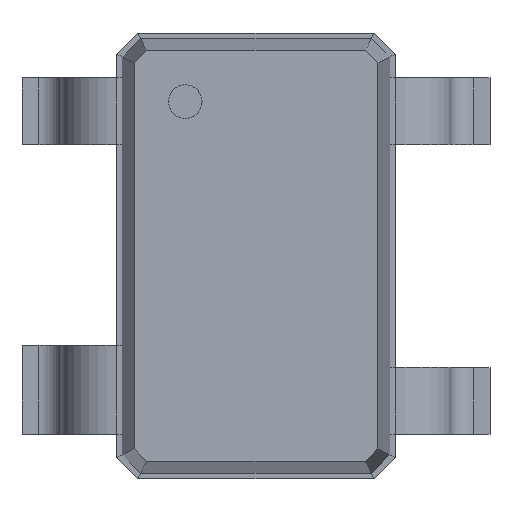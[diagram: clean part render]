
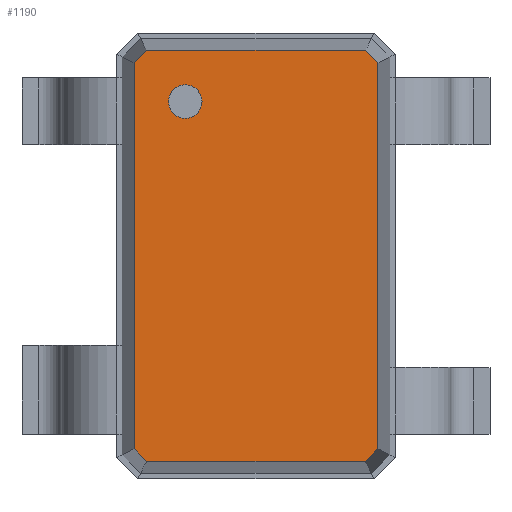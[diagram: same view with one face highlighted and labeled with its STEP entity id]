
A CAD part, top view. The second image highlights one B-rep face of the part: STEP entity #1190.
In plain terms, the highlighted planar face has unit normal (0, 0, 1).
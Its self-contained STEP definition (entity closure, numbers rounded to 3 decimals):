
#795 = VERTEX_POINT('',#796);
#796 = CARTESIAN_POINT('',(0.547,-0.866,1.));
#801 = EDGE_CURVE('',#802,#795,#804,.T.);
#802 = VERTEX_POINT('',#803);
#803 = CARTESIAN_POINT('',(0.547,0.866,1.));
#804 = LINE('',#805,#806);
#805 = CARTESIAN_POINT('',(0.547,0.866,1.));
#806 = VECTOR('',#807,1.);
#807 = DIRECTION('',(0.,-1.,0.));
#1173 = EDGE_CURVE('',#1174,#802,#1176,.T.);
#1174 = VERTEX_POINT('',#1175);
#1175 = CARTESIAN_POINT('',(0.491,0.922,1.));
#1176 = LINE('',#1177,#1178);
#1177 = CARTESIAN_POINT('',(0.491,0.922,1.));
#1178 = VECTOR('',#1179,1.);
#1179 = DIRECTION('',(0.707,-0.707,0.));
#1190 = ADVANCED_FACE('',(#1191,#1241),#1252,.T.);
#1191 = FACE_BOUND('',#1192,.T.);
#1192 = EDGE_LOOP('',(#1193,#1201,#1209,#1217,#1225,#1233,#1239,#1240));
#1193 = ORIENTED_EDGE('',*,*,#1194,.F.);
#1194 = EDGE_CURVE('',#1195,#1174,#1197,.T.);
#1195 = VERTEX_POINT('',#1196);
#1196 = CARTESIAN_POINT('',(-0.491,0.922,1.));
#1197 = LINE('',#1198,#1199);
#1198 = CARTESIAN_POINT('',(-0.491,0.922,1.));
#1199 = VECTOR('',#1200,1.);
#1200 = DIRECTION('',(1.,0.,0.));
#1201 = ORIENTED_EDGE('',*,*,#1202,.F.);
#1202 = EDGE_CURVE('',#1203,#1195,#1205,.T.);
#1203 = VERTEX_POINT('',#1204);
#1204 = CARTESIAN_POINT('',(-0.547,0.866,1.));
#1205 = LINE('',#1206,#1207);
#1206 = CARTESIAN_POINT('',(-0.547,0.866,1.));
#1207 = VECTOR('',#1208,1.);
#1208 = DIRECTION('',(0.707,0.707,0.));
#1209 = ORIENTED_EDGE('',*,*,#1210,.F.);
#1210 = EDGE_CURVE('',#1211,#1203,#1213,.T.);
#1211 = VERTEX_POINT('',#1212);
#1212 = CARTESIAN_POINT('',(-0.547,-0.866,1.));
#1213 = LINE('',#1214,#1215);
#1214 = CARTESIAN_POINT('',(-0.547,-0.866,1.));
#1215 = VECTOR('',#1216,1.);
#1216 = DIRECTION('',(0.,1.,0.));
#1217 = ORIENTED_EDGE('',*,*,#1218,.F.);
#1218 = EDGE_CURVE('',#1219,#1211,#1221,.T.);
#1219 = VERTEX_POINT('',#1220);
#1220 = CARTESIAN_POINT('',(-0.491,-0.922,1.));
#1221 = LINE('',#1222,#1223);
#1222 = CARTESIAN_POINT('',(-0.491,-0.922,1.));
#1223 = VECTOR('',#1224,1.);
#1224 = DIRECTION('',(-0.707,0.707,0.));
#1225 = ORIENTED_EDGE('',*,*,#1226,.F.);
#1226 = EDGE_CURVE('',#1227,#1219,#1229,.T.);
#1227 = VERTEX_POINT('',#1228);
#1228 = CARTESIAN_POINT('',(0.491,-0.922,1.));
#1229 = LINE('',#1230,#1231);
#1230 = CARTESIAN_POINT('',(0.491,-0.922,1.));
#1231 = VECTOR('',#1232,1.);
#1232 = DIRECTION('',(-1.,0.,0.));
#1233 = ORIENTED_EDGE('',*,*,#1234,.F.);
#1234 = EDGE_CURVE('',#795,#1227,#1235,.T.);
#1235 = LINE('',#1236,#1237);
#1236 = CARTESIAN_POINT('',(0.547,-0.866,1.));
#1237 = VECTOR('',#1238,1.);
#1238 = DIRECTION('',(-0.707,-0.707,0.));
#1239 = ORIENTED_EDGE('',*,*,#801,.F.);
#1240 = ORIENTED_EDGE('',*,*,#1173,.F.);
#1241 = FACE_BOUND('',#1242,.T.);
#1242 = EDGE_LOOP('',(#1243));
#1243 = ORIENTED_EDGE('',*,*,#1244,.F.);
#1244 = EDGE_CURVE('',#1245,#1245,#1247,.T.);
#1245 = VERTEX_POINT('',#1246);
#1246 = CARTESIAN_POINT('',(-0.317,0.617,1.));
#1247 = CIRCLE('',#1248,0.075);
#1248 = AXIS2_PLACEMENT_3D('',#1249,#1250,#1251);
#1249 = CARTESIAN_POINT('',(-0.317,0.692,1.));
#1250 = DIRECTION('',(-0.,0.,1.));
#1251 = DIRECTION('',(0.,-1.,0.));
#1252 = PLANE('',#1253);
#1253 = AXIS2_PLACEMENT_3D('',#1254,#1255,#1256);
#1254 = CARTESIAN_POINT('',(-0.491,0.922,1.));
#1255 = DIRECTION('',(0.,0.,1.));
#1256 = DIRECTION('',(0.47,-0.883,0.));
